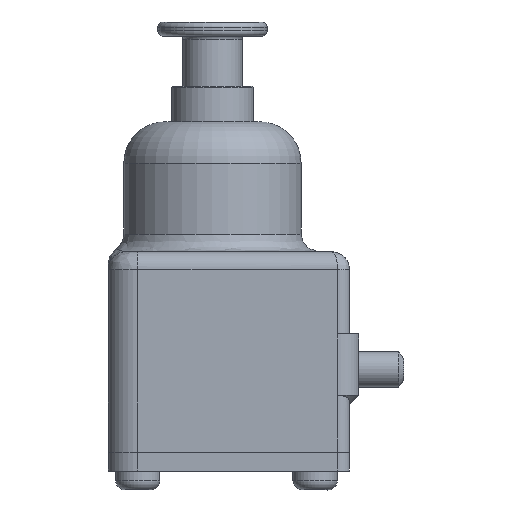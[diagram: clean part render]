
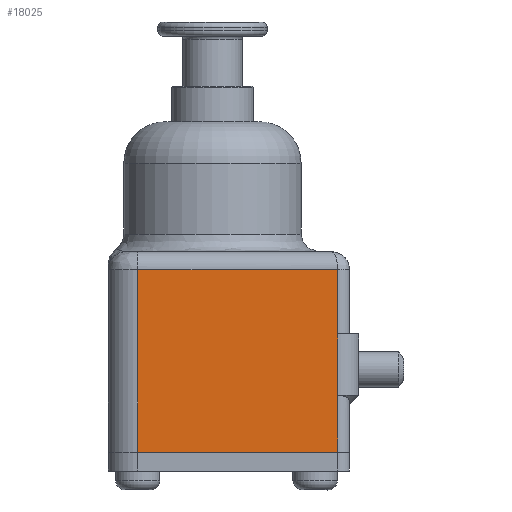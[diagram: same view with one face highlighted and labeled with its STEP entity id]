
A CAD part, front view. The second image highlights one B-rep face of the part: STEP entity #18025.
In plain terms, the highlighted planar face has unit normal (0, -1, 0).
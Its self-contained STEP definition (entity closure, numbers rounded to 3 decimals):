
#1720=PLANE('',#19529);
#2674=FACE_OUTER_BOUND('',#3824,.T.);
#3824=EDGE_LOOP('',(#16548,#16549,#16550,#16551,#16552,#16553));
#5458=LINE('',#36608,#7111);
#5470=LINE('',#36690,#7123);
#5471=LINE('',#36693,#7124);
#5472=LINE('',#36695,#7125);
#5473=LINE('',#36697,#7126);
#5474=LINE('',#36698,#7127);
#7111=VECTOR('',#23992,1.8);
#7123=VECTOR('',#24046,10.);
#7124=VECTOR('',#24049,10.);
#7125=VECTOR('',#24050,2.5);
#7126=VECTOR('',#24051,10.);
#7127=VECTOR('',#24052,10.);
#9233=VERTEX_POINT('',#36582);
#9242=VERTEX_POINT('',#36606);
#9258=VERTEX_POINT('',#36673);
#9259=VERTEX_POINT('',#36692);
#9260=VERTEX_POINT('',#36694);
#9261=VERTEX_POINT('',#36696);
#11678=EDGE_CURVE('',#9233,#9242,#5458,.T.);
#11704=EDGE_CURVE('',#9233,#9258,#5470,.T.);
#11705=EDGE_CURVE('',#9259,#9242,#5471,.T.);
#11706=EDGE_CURVE('',#9260,#9259,#5472,.T.);
#11707=EDGE_CURVE('',#9260,#9261,#5473,.T.);
#11708=EDGE_CURVE('',#9258,#9261,#5474,.T.);
#16548=ORIENTED_EDGE('',*,*,#11705,.F.);
#16549=ORIENTED_EDGE('',*,*,#11706,.F.);
#16550=ORIENTED_EDGE('',*,*,#11707,.T.);
#16551=ORIENTED_EDGE('',*,*,#11708,.F.);
#16552=ORIENTED_EDGE('',*,*,#11704,.F.);
#16553=ORIENTED_EDGE('',*,*,#11678,.T.);
#18025=ADVANCED_FACE('',(#2674),#1720,.T.);
#19529=AXIS2_PLACEMENT_3D('',#36691,#24047,#24048);
#23992=DIRECTION('',(0.,0.,1.));
#24046=DIRECTION('',(0.,0.,-1.));
#24047=DIRECTION('center_axis',(0.,-1.,
0.));
#24048=DIRECTION('ref_axis',(-1.,0.,0.));
#24049=DIRECTION('',(1.,0.,0.));
#24050=DIRECTION('',(0.,0.,1.));
#24051=DIRECTION('',(1.,0.,0.));
#24052=DIRECTION('',(0.,0.,-1.));
#36582=CARTESIAN_POINT('',(-3.417,-0.331,-3.404));
#36606=CARTESIAN_POINT('',(-3.417,-0.331,2.046));
#36608=CARTESIAN_POINT('',(-3.417,-0.331,-4.304));
#36673=CARTESIAN_POINT('',(-3.417,-0.331,-8.604));
#36690=CARTESIAN_POINT('',(-3.417,-0.331,0.696));
#36691=CARTESIAN_POINT('Origin',(-2.5,-0.331,0.696));
#36692=CARTESIAN_POINT('',(-20.317,-0.331,2.046));
#36693=CARTESIAN_POINT('',(-8.262,-0.331,2.046));
#36694=CARTESIAN_POINT('',(-20.317,-0.331,-13.404));
#36695=CARTESIAN_POINT('',(-20.317,-0.331,0.696));
#36696=CARTESIAN_POINT('',(-3.417,-0.331,-13.404));
#36697=CARTESIAN_POINT('',(-2.458,-0.331,-13.404));
#36698=CARTESIAN_POINT('',(-3.417,-0.331,-14.604));
